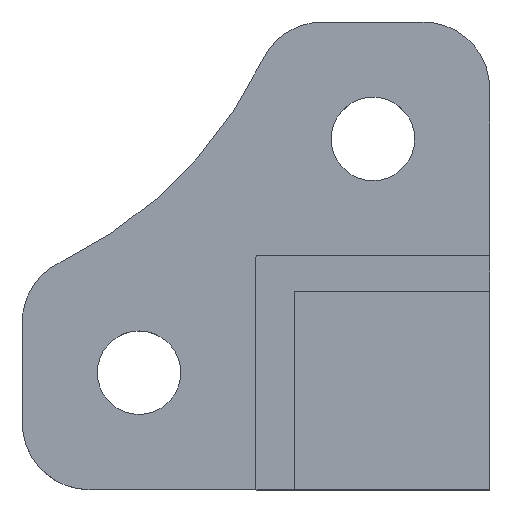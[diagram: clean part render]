
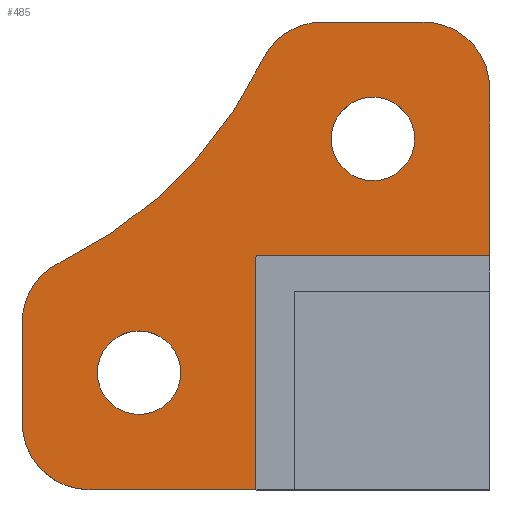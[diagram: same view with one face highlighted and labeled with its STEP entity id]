
A CAD part, top view. The second image highlights one B-rep face of the part: STEP entity #485.
In plain terms, the highlighted planar face has unit normal (0, 0, 1).
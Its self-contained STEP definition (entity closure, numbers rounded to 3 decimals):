
#22=FACE_BOUND('',#95,.T.);
#23=FACE_BOUND('',#96,.T.);
#25=CIRCLE('',#511,13.);
#26=CIRCLE('',#513,2.);
#33=CIRCLE('',#526,1.25);
#34=CIRCLE('',#529,2.);
#35=CIRCLE('',#532,2.);
#36=CIRCLE('',#534,1.25);
#37=CIRCLE('',#537,2.);
#66=FACE_OUTER_BOUND('',#94,.T.);
#94=EDGE_LOOP('',(#417,#418,#419,#420,#421,#422,#423,#424,#425,#426,#427));
#95=EDGE_LOOP('',(#428));
#96=EDGE_LOOP('',(#429));
#125=LINE('',#745,#177);
#138=LINE('',#783,#190);
#141=LINE('',#791,#193);
#144=LINE('',#801,#196);
#147=LINE('',#808,#199);
#149=LINE('',#811,#201);
#177=VECTOR('',#601,10.);
#190=VECTOR('',#634,10.);
#193=VECTOR('',#643,10.);
#196=VECTOR('',#656,10.);
#199=VECTOR('',#665,10.);
#201=VECTOR('',#669,10.);
#214=VERTEX_POINT('',#711);
#215=VERTEX_POINT('',#713);
#216=VERTEX_POINT('',#717);
#226=VERTEX_POINT('',#742);
#227=VERTEX_POINT('',#744);
#240=VERTEX_POINT('',#776);
#241=VERTEX_POINT('',#780);
#242=VERTEX_POINT('',#782);
#243=VERTEX_POINT('',#786);
#244=VERTEX_POINT('',#790);
#245=VERTEX_POINT('',#796);
#246=VERTEX_POINT('',#800);
#247=VERTEX_POINT('',#804);
#262=EDGE_CURVE('',#214,#215,#25,.T.);
#264=EDGE_CURVE('',#216,#215,#26,.T.);
#277=EDGE_CURVE('',#226,#227,#125,.T.);
#293=EDGE_CURVE('',#240,#240,#33,.T.);
#296=EDGE_CURVE('',#242,#241,#138,.T.);
#298=EDGE_CURVE('',#243,#242,#34,.T.);
#300=EDGE_CURVE('',#244,#243,#141,.T.);
#302=EDGE_CURVE('',#214,#244,#35,.T.);
#303=EDGE_CURVE('',#245,#245,#36,.T.);
#305=EDGE_CURVE('',#246,#216,#144,.T.);
#307=EDGE_CURVE('',#247,#246,#37,.T.);
#309=EDGE_CURVE('',#226,#247,#147,.T.);
#311=EDGE_CURVE('',#227,#241,#149,.T.);
#417=ORIENTED_EDGE('',*,*,#277,.F.);
#418=ORIENTED_EDGE('',*,*,#309,.T.);
#419=ORIENTED_EDGE('',*,*,#307,.T.);
#420=ORIENTED_EDGE('',*,*,#305,.T.);
#421=ORIENTED_EDGE('',*,*,#264,.T.);
#422=ORIENTED_EDGE('',*,*,#262,.F.);
#423=ORIENTED_EDGE('',*,*,#302,.T.);
#424=ORIENTED_EDGE('',*,*,#300,.T.);
#425=ORIENTED_EDGE('',*,*,#298,.T.);
#426=ORIENTED_EDGE('',*,*,#296,.T.);
#427=ORIENTED_EDGE('',*,*,#311,.F.);
#428=ORIENTED_EDGE('',*,*,#293,.T.);
#429=ORIENTED_EDGE('',*,*,#303,.T.);
#460=PLANE('',#539);
#485=ADVANCED_FACE('',(#66,#22,#23),#460,.F.);
#511=AXIS2_PLACEMENT_3D('',#714,#575,#576);
#513=AXIS2_PLACEMENT_3D('',#718,#580,#581);
#526=AXIS2_PLACEMENT_3D('',#777,#628,#629);
#529=AXIS2_PLACEMENT_3D('',#787,#638,#639);
#532=AXIS2_PLACEMENT_3D('',#794,#647,#648);
#534=AXIS2_PLACEMENT_3D('',#797,#651,#652);
#537=AXIS2_PLACEMENT_3D('',#805,#660,#661);
#539=AXIS2_PLACEMENT_3D('',#810,#667,#668);
#575=DIRECTION('center_axis',(0.,0.,1.));
#576=DIRECTION('ref_axis',(-0.901,0.434,0.));
#580=DIRECTION('center_axis',(0.,0.,1.));
#581=DIRECTION('ref_axis',(-1.,0.,0.));
#601=DIRECTION('',(-1.,0.,0.));
#628=DIRECTION('center_axis',(0.,0.,-1.));
#629=DIRECTION('ref_axis',(1.,0.,0.));
#634=DIRECTION('',(1.,0.,0.));
#638=DIRECTION('center_axis',(0.,0.,1.));
#639=DIRECTION('ref_axis',(0.,-1.,0.));
#643=DIRECTION('',(0.,-1.,0.));
#647=DIRECTION('center_axis',(0.,0.,1.));
#648=DIRECTION('ref_axis',(-1.,0.,0.));
#651=DIRECTION('center_axis',(0.,0.,-1.));
#652=DIRECTION('ref_axis',(1.,0.,0.));
#656=DIRECTION('',(-1.,0.,0.));
#660=DIRECTION('center_axis',(0.,0.,1.));
#661=DIRECTION('ref_axis',(0.,1.,0.));
#665=DIRECTION('',(0.,1.,0.));
#667=DIRECTION('center_axis',(0.,0.,-1.));
#668=DIRECTION('ref_axis',(1.,0.,0.));
#669=DIRECTION('',(0.,-1.,0.));
#711=CARTESIAN_POINT('',(-85.338,51.572,18.));
#713=CARTESIAN_POINT('',(-79.272,57.638,18.));
#714=CARTESIAN_POINT('Origin',(-90.982,63.282,18.));
#717=CARTESIAN_POINT('',(-77.47,58.77,18.));
#718=CARTESIAN_POINT('Origin',(-77.47,56.77,18.));
#742=CARTESIAN_POINT('',(-72.47,51.77,18.));
#744=CARTESIAN_POINT('',(-79.47,51.77,18.));
#745=CARTESIAN_POINT('',(3.855,51.77,18.));
#776=CARTESIAN_POINT('',(-84.22,48.27,18.));
#777=CARTESIAN_POINT('Origin',(-82.97,48.27,18.));
#780=CARTESIAN_POINT('',(-79.47,44.77,18.));
#782=CARTESIAN_POINT('',(-84.47,44.77,18.));
#783=CARTESIAN_POINT('',(-84.47,44.77,18.));
#786=CARTESIAN_POINT('',(-86.47,46.77,18.));
#787=CARTESIAN_POINT('Origin',(-84.47,46.77,18.));
#790=CARTESIAN_POINT('',(-86.47,49.77,18.));
#791=CARTESIAN_POINT('',(-86.47,49.77,18.));
#794=CARTESIAN_POINT('Origin',(-84.47,49.77,18.));
#796=CARTESIAN_POINT('',(-77.22,55.27,18.));
#797=CARTESIAN_POINT('Origin',(-75.97,55.27,18.));
#800=CARTESIAN_POINT('',(-74.47,58.77,18.));
#801=CARTESIAN_POINT('',(-74.47,58.77,18.));
#804=CARTESIAN_POINT('',(-72.47,56.77,18.));
#805=CARTESIAN_POINT('Origin',(-74.47,56.77,18.));
#808=CARTESIAN_POINT('',(-72.47,51.77,18.));
#810=CARTESIAN_POINT('Origin',(-75.97,55.27,18.));
#811=CARTESIAN_POINT('',(-79.47,50.02,18.));
